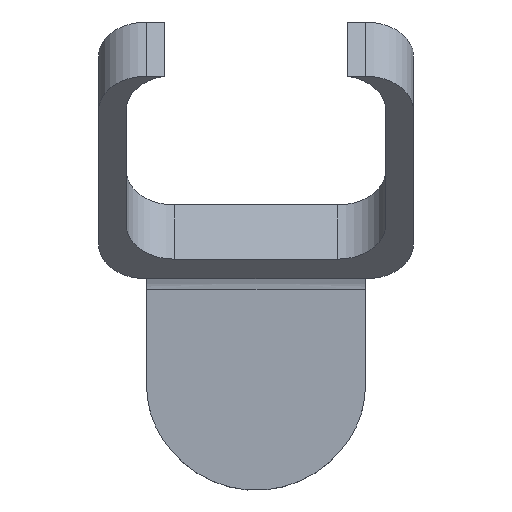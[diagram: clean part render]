
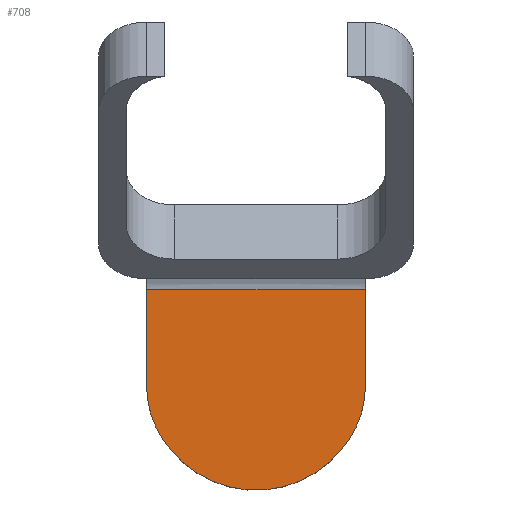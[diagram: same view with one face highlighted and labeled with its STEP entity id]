
A CAD part, top view. The second image highlights one B-rep face of the part: STEP entity #708.
In plain terms, the highlighted planar face has unit normal (0, 0, 1).
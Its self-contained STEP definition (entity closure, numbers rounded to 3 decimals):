
#43=PLANE('',#778);
#78=FACE_OUTER_BOUND('',#119,.T.);
#119=EDGE_LOOP('',(#552,#553,#554,#555,#556,#557));
#148=CIRCLE('',#770,11.4);
#150=CIRCLE('',#773,10.);
#152=CIRCLE('',#777,10.);
#209=LINE('',#2417,#258);
#210=LINE('',#2418,#259);
#211=LINE('',#2419,#260);
#258=VECTOR('',#903,10.);
#259=VECTOR('',#904,10.);
#260=VECTOR('',#905,10.);
#319=VERTEX_POINT('',#2391);
#320=VERTEX_POINT('',#2393);
#322=VERTEX_POINT('',#2399);
#326=VERTEX_POINT('',#2411);
#327=VERTEX_POINT('',#2415);
#328=VERTEX_POINT('',#2416);
#398=EDGE_CURVE('',#320,#319,#148,.T.);
#402=EDGE_CURVE('',#322,#319,#150,.T.);
#407=EDGE_CURVE('',#320,#326,#152,.T.);
#409=EDGE_CURVE('',#327,#328,#209,.T.);
#410=EDGE_CURVE('',#327,#326,#210,.T.);
#411=EDGE_CURVE('',#328,#322,#211,.T.);
#552=ORIENTED_EDGE('',*,*,#409,.F.);
#553=ORIENTED_EDGE('',*,*,#410,.T.);
#554=ORIENTED_EDGE('',*,*,#407,.F.);
#555=ORIENTED_EDGE('',*,*,#398,.T.);
#556=ORIENTED_EDGE('',*,*,#402,.F.);
#557=ORIENTED_EDGE('',*,*,#411,.F.);
#708=ADVANCED_FACE('',(#78),#43,.F.);
#770=AXIS2_PLACEMENT_3D('',#2394,#879,#880);
#773=AXIS2_PLACEMENT_3D('',#2401,#887,#888);
#777=AXIS2_PLACEMENT_3D('',#2412,#898,#899);
#778=AXIS2_PLACEMENT_3D('',#2414,#901,#902);
#879=DIRECTION('center_axis',(0.,0.,
1.));
#880=DIRECTION('ref_axis',(1.,0.,0.));
#887=DIRECTION('center_axis',(0.,0.,-1.));
#888=DIRECTION('ref_axis',(0.707,-0.707,0.));
#898=DIRECTION('center_axis',(0.,0.,-1.));
#899=DIRECTION('ref_axis',(-0.707,-0.707,0.));
#901=DIRECTION('center_axis',(0.,0.,-1.));
#902=DIRECTION('ref_axis',(1.,0.,0.));
#903=DIRECTION('',(1.,0.,0.));
#904=DIRECTION('',(0.,-1.,0.));
#905=DIRECTION('',(0.,-1.,0.));
#2391=CARTESIAN_POINT('',(-83.874,-33.014,8.));
#2393=CARTESIAN_POINT('',(-101.675,-33.014,8.));
#2394=CARTESIAN_POINT('Origin',(-92.775,-25.891,8.));
#2399=CARTESIAN_POINT('',(-81.375,-26.4,8.));
#2401=CARTESIAN_POINT('Origin',(-91.375,-26.4,8.));
#2411=CARTESIAN_POINT('',(-104.175,-26.4,8.));
#2412=CARTESIAN_POINT('Origin',(-94.175,-26.4,8.));
#2414=CARTESIAN_POINT('Origin',(-39.587,0.,8.));
#2415=CARTESIAN_POINT('',(-104.175,-16.4,8.));
#2416=CARTESIAN_POINT('',(-81.375,-16.4,8.));
#2417=CARTESIAN_POINT('',(-66.181,-16.4,8.));
#2418=CARTESIAN_POINT('',(-104.175,-16.4,8.));
#2419=CARTESIAN_POINT('',(-81.375,-16.4,8.));
